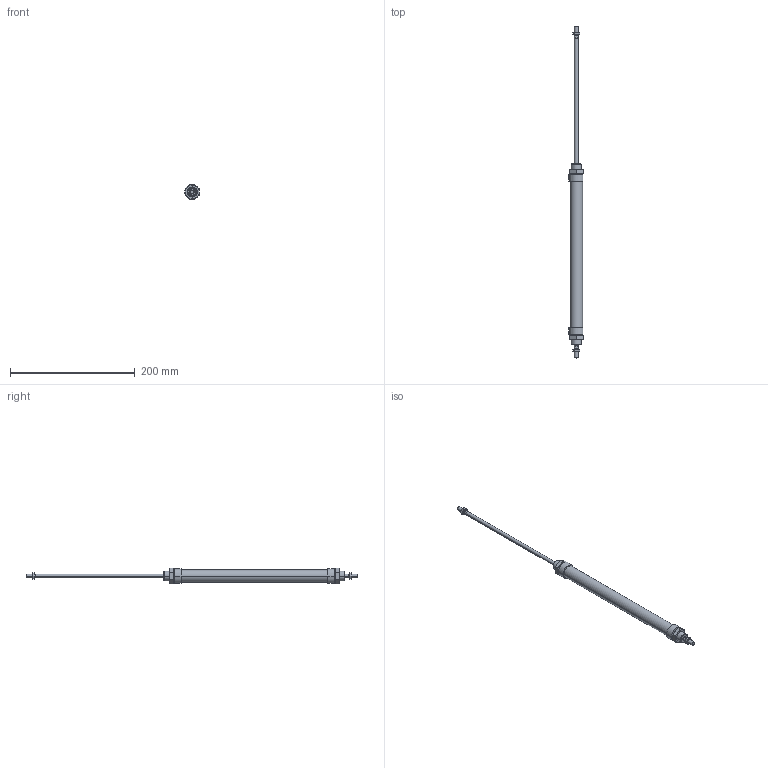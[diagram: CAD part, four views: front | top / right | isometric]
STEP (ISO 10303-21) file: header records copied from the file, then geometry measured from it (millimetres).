
FILE_DESCRIPTION((''),'2;1');
FILE_NAME('1262_16_0200.stp','2003-04-02T19:01:21',('maffial1'),(''),'Autodesk Inventor (R) 6.0','Autodesk Inventor (R) 6.0','');
FILE_SCHEMA(('AUTOMOTIVE_DESIGN { 1 0 10303 214 1 1 1 1 }'));
Length unit declared in the file: millimetre
Products named in the file (5): 1262_16_0200; S1262_16_200; C1262_16_200; 1200_16_05; 1200_16_06
Assembly tree (6 placements, depth 2):
  1262_16_0200
    S1262_16_200
    C1262_16_200
    1200_16_05  x2
    1200_16_06  x2
Bounding box: 23 x 532 x 25.4 mm (x, y, z)
Volume: 99938.1 mm3; surface area: 37707.5 mm2
Topology: 6 solids, 6 shells, 180 faces, 388 edges, 228 vertices
Faces by surface type: cone 72, plane 56, bspline 30, cylinder 22
Entity records: 3599 total; most frequent: CARTESIAN_POINT 955, DIRECTION 554, ORIENTED_EDGE 520, EDGE_CURVE 260, AXIS2_PLACEMENT_3D 231, VERTEX_POINT 156, EDGE_LOOP 134, FACE_OUTER_BOUND 120
